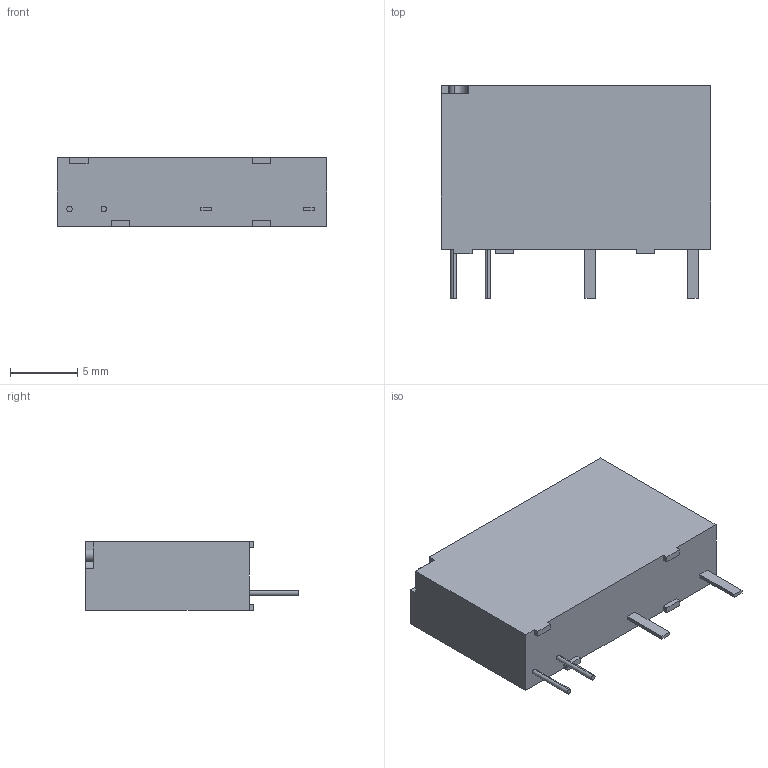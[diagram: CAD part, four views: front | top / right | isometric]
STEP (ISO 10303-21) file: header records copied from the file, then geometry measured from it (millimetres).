
FILE_DESCRIPTION (( 'STEP AP214' ), '1' );
FILE_NAME ('G6DN_1A_L.step', '2018-03-26T00:39:07', ( 'OSMC1.0 ' ), ( ' ' ), 'SwSTEP 2.0', 'SolidWorks 2002025', '' );
FILE_SCHEMA (( 'AUTOMOTIVE_DESIGN' ));
Length unit declared in the file: millimetre
Products named in the file (1): G6DN_1A_L
Bounding box: 20 x 15.8 x 5.08 mm (x, y, z)
Volume: 1234.8 mm3; surface area: 845.4 mm2
Topology: 1 solids, 1 shells, 49 faces, 126 edges, 84 vertices
Faces by surface type: plane 41, cylinder 8
Entity records: 1675 total; most frequent: CARTESIAN_POINT 260, ORIENTED_EDGE 252, DIRECTION 242, EDGE_CURVE 126, LINE 110, VECTOR 110, VERTEX_POINT 84, AXIS2_PLACEMENT_3D 66
